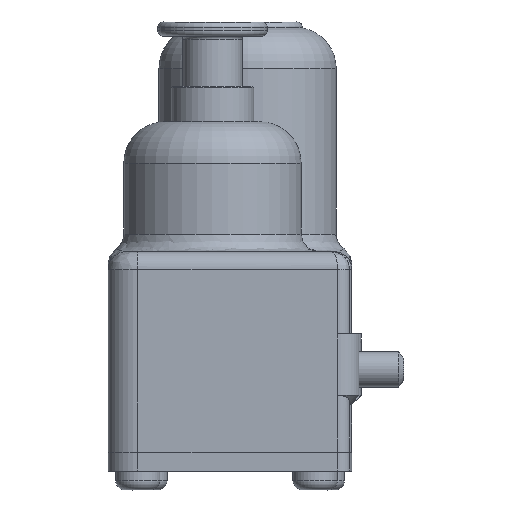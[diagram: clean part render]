
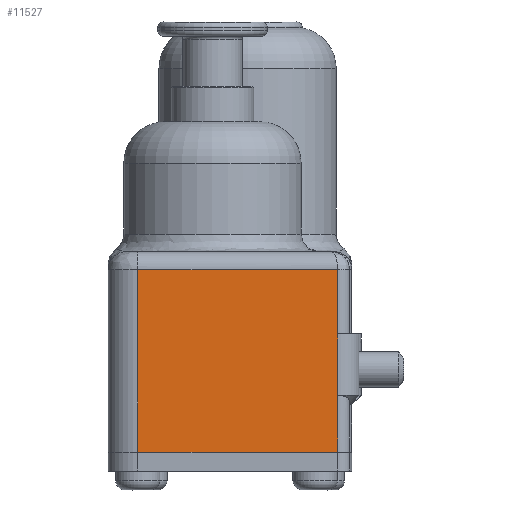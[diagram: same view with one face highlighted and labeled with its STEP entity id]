
A CAD part, front view. The second image highlights one B-rep face of the part: STEP entity #11527.
In plain terms, the highlighted planar face has unit normal (0, -1, 0).
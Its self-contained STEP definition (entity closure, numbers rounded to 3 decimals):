
#1385=FACE_OUTER_BOUND('',#2087,.T.);
#2087=EDGE_LOOP('',(#8929,#8930,#8931,#8932,#8933,#8934));
#2984=LINE('',#20236,#4107);
#3037=LINE('',#20395,#4160);
#3038=LINE('',#20397,#4161);
#3039=LINE('',#20399,#4162);
#3040=LINE('',#20400,#4163);
#3041=LINE('',#20401,#4164);
#4107=VECTOR('',#14263,10.);
#4160=VECTOR('',#14376,10.);
#4161=VECTOR('',#14377,2.5);
#4162=VECTOR('',#14378,10.);
#4163=VECTOR('',#14379,10.);
#4164=VECTOR('',#14380,1.8);
#5201=VERTEX_POINT('',#20232);
#5203=VERTEX_POINT('',#20235);
#5246=VERTEX_POINT('',#20393);
#5247=VERTEX_POINT('',#20394);
#5248=VERTEX_POINT('',#20396);
#5249=VERTEX_POINT('',#20398);
#6511=EDGE_CURVE('',#5201,#5203,#2984,.T.);
#6574=EDGE_CURVE('',#5246,#5247,#3037,.T.);
#6575=EDGE_CURVE('',#5248,#5246,#3038,.T.);
#6576=EDGE_CURVE('',#5248,#5249,#3039,.T.);
#6577=EDGE_CURVE('',#5203,#5249,#3040,.T.);
#6578=EDGE_CURVE('',#5201,#5247,#3041,.T.);
#8929=ORIENTED_EDGE('',*,*,#6574,.F.);
#8930=ORIENTED_EDGE('',*,*,#6575,.F.);
#8931=ORIENTED_EDGE('',*,*,#6576,.T.);
#8932=ORIENTED_EDGE('',*,*,#6577,.F.);
#8933=ORIENTED_EDGE('',*,*,#6511,.F.);
#8934=ORIENTED_EDGE('',*,*,#6578,.T.);
#11025=PLANE('',#12476);
#11527=ADVANCED_FACE('',(#1385),#11025,.T.);
#12476=AXIS2_PLACEMENT_3D('',#20392,#14374,#14375);
#14263=DIRECTION('',(0.,0.,-1.));
#14374=DIRECTION('center_axis',(0.,-1.,
0.));
#14375=DIRECTION('ref_axis',(-1.,0.,0.));
#14376=DIRECTION('',(1.,0.,0.));
#14377=DIRECTION('',(0.,0.,1.));
#14378=DIRECTION('',(1.,0.,0.));
#14379=DIRECTION('',(0.,0.,-1.));
#14380=DIRECTION('',(0.,0.,1.));
#20232=CARTESIAN_POINT('',(-3.417,-0.331,-3.404));
#20235=CARTESIAN_POINT('',(-3.417,-0.331,-8.604));
#20236=CARTESIAN_POINT('',(-3.417,-0.331,0.696));
#20392=CARTESIAN_POINT('Origin',(-2.5,-0.331,0.696));
#20393=CARTESIAN_POINT('',(-20.317,-0.331,2.046));
#20394=CARTESIAN_POINT('',(-3.417,-0.331,2.046));
#20395=CARTESIAN_POINT('',(-8.262,-0.331,2.046));
#20396=CARTESIAN_POINT('',(-20.317,-0.331,-13.404));
#20397=CARTESIAN_POINT('',(-20.317,-0.331,0.696));
#20398=CARTESIAN_POINT('',(-3.417,-0.331,-13.404));
#20399=CARTESIAN_POINT('',(-2.458,-0.331,-13.404));
#20400=CARTESIAN_POINT('',(-3.417,-0.331,-14.604));
#20401=CARTESIAN_POINT('',(-3.417,-0.331,-4.304));
